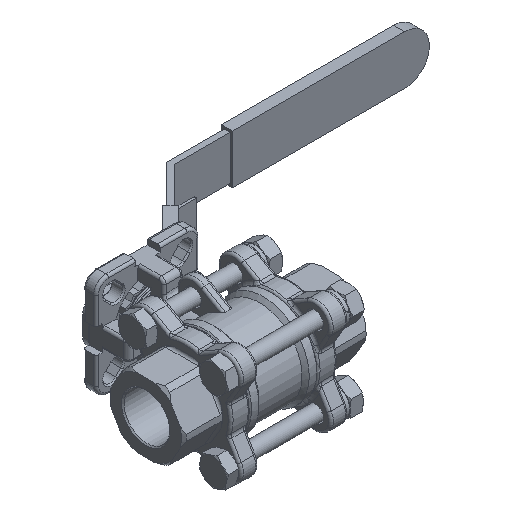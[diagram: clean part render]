
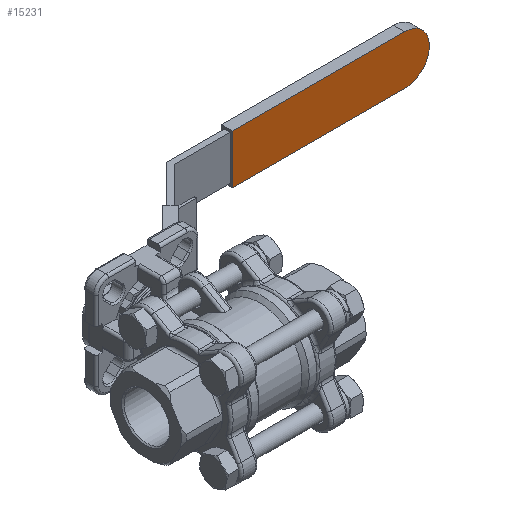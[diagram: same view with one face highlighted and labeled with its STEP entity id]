
A CAD part, isometric view. The second image highlights one B-rep face of the part: STEP entity #15231.
In plain terms, the highlighted face is planar.
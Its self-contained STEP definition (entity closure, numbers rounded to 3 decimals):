
#1414=CIRCLE('',#22495,10.);
#2067=ORIENTED_EDGE('',*,*,#6757,.F.);
#2068=ORIENTED_EDGE('',*,*,#6762,.T.);
#2069=ORIENTED_EDGE('',*,*,#6760,.T.);
#2070=ORIENTED_EDGE('',*,*,#6748,.T.);
#6748=EDGE_CURVE('',#9108,#9106,#10622,.T.);
#6757=EDGE_CURVE('',#9115,#9106,#10631,.T.);
#6760=EDGE_CURVE('',#9117,#9108,#10633,.T.);
#6762=EDGE_CURVE('',#9115,#9117,#1414,.F.);
#9106=VERTEX_POINT('',#27767);
#9108=VERTEX_POINT('',#27770);
#9115=VERTEX_POINT('',#27786);
#9117=VERTEX_POINT('',#27794);
#10622=LINE('',#27769,#11669);
#10631=LINE('',#27787,#11678);
#10633=LINE('',#27793,#11680);
#11669=VECTOR('',#23945,1000.);
#11678=VECTOR('',#23956,1000.);
#11680=VECTOR('',#23964,1000.);
#12710=EDGE_LOOP('',(#2067,#2068,#2069,#2070));
#13786=FACE_BOUND('',#12710,.T.);
#14848=PLANE('',#22494);
#15231=ADVANCED_FACE('',(#13786),#14848,.F.);
#22494=AXIS2_PLACEMENT_3D('',#27796,#23966,#23967);
#22495=AXIS2_PLACEMENT_3D('',#27797,#23968,#23969);
#23945=DIRECTION('',(-1.,0.,0.));
#23956=DIRECTION('',(0.,-1.,0.));
#23964=DIRECTION('',(0.,-1.,0.));
#23966=DIRECTION('',(0.,0.,1.));
#23967=DIRECTION('',(1.,0.,0.));
#23968=DIRECTION('',(0.,0.,1.));
#23969=DIRECTION('',(1.,0.,0.));
#27767=CARTESIAN_POINT('',(-10.,0.,-2.25));
#27769=CARTESIAN_POINT('',(10.,0.,-2.25));
#27770=CARTESIAN_POINT('',(10.,0.,-2.25));
#27786=CARTESIAN_POINT('',(-10.,70.,-2.25));
#27787=CARTESIAN_POINT('',(-10.,80.,-2.25));
#27793=CARTESIAN_POINT('',(10.,80.,-2.25));
#27794=CARTESIAN_POINT('',(10.,70.,-2.25));
#27796=CARTESIAN_POINT('',(10.,80.,-2.25));
#27797=CARTESIAN_POINT('',(0.,70.,-2.25));
